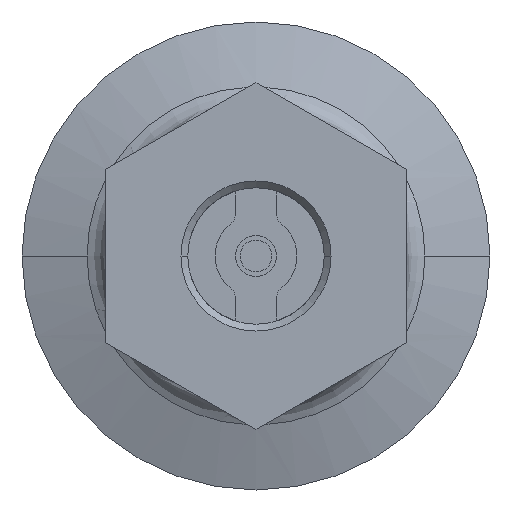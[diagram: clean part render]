
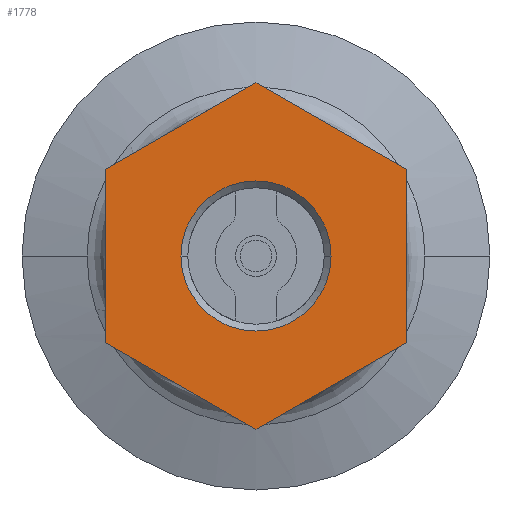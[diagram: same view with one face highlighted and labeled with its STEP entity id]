
A CAD part, left-side view. The second image highlights one B-rep face of the part: STEP entity #1778.
In plain terms, the highlighted planar face has unit normal (-1, 0, 0).
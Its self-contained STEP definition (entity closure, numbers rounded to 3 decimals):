
#97=DIRECTION('',(0.,0.,-1.));
#98=VECTOR('',#97,12.702);
#99=CARTESIAN_POINT('',(4316.756,295.496,-6.351));
#100=LINE('',#99,#98);
#149=DIRECTION('',(0.,0.866,-0.5));
#150=VECTOR('',#149,12.702);
#151=CARTESIAN_POINT('',(4316.756,306.496,0.));
#152=LINE('',#151,#150);
#153=DIRECTION('',(0.,0.866,0.5));
#154=VECTOR('',#153,12.702);
#155=CARTESIAN_POINT('',(4316.756,295.496,-6.351));
#156=LINE('',#155,#154);
#157=DIRECTION('',(0.,-0.866,0.5));
#158=VECTOR('',#157,12.702);
#159=CARTESIAN_POINT('',(4316.756,306.496,-25.403));
#160=LINE('',#159,#158);
#161=DIRECTION('',(0.,-0.866,-0.5));
#162=VECTOR('',#161,12.702);
#163=CARTESIAN_POINT('',(4316.756,317.496,-19.053));
#164=LINE('',#163,#162);
#165=CARTESIAN_POINT('',(4316.756,306.496,-12.702));
#166=DIRECTION('',(1.,0.,0.));
#167=DIRECTION('',(0.,1.,0.));
#168=AXIS2_PLACEMENT_3D('',#165,#166,#167);
#170=CARTESIAN_POINT('',(4316.756,306.496,-12.702));
#171=DIRECTION('',(1.,0.,0.));
#172=DIRECTION('',(0.,-1.,0.));
#173=AXIS2_PLACEMENT_3D('',#170,#171,#172);
#193=DIRECTION('',(0.,0.,1.));
#194=VECTOR('',#193,12.702);
#195=CARTESIAN_POINT('',(4316.756,317.496,-19.053));
#196=LINE('',#195,#194);
#1303=CARTESIAN_POINT('',(4316.756,295.496,-19.053));
#1305=VERTEX_POINT('',#1303);
#1309=CARTESIAN_POINT('',(4316.756,306.496,-25.403));
#1311=VERTEX_POINT('',#1309);
#1313=CARTESIAN_POINT('',(4316.756,295.496,-6.351));
#1315=VERTEX_POINT('',#1313);
#1319=CARTESIAN_POINT('',(4316.756,317.496,-19.053));
#1320=VERTEX_POINT('',#1319);
#1324=CARTESIAN_POINT('',(4316.756,306.496,
0.));
#1326=VERTEX_POINT('',#1324);
#1333=CARTESIAN_POINT('',(4316.756,317.496,-6.351));
#1334=VERTEX_POINT('',#1333);
#1417=CARTESIAN_POINT('',(4316.756,300.996,-12.702));
#1419=VERTEX_POINT('',#1417);
#1421=CARTESIAN_POINT('',(4316.756,311.996,-12.702));
#1423=VERTEX_POINT('',#1421);
#1756=CARTESIAN_POINT('',(4316.756,314.746,-12.702));
#1757=DIRECTION('',(-1.,0.,0.));
#1758=DIRECTION('',(0.,0.,1.));
#1759=AXIS2_PLACEMENT_3D('',#1756,#1757,#1758);
#1760=PLANE('',#1759);
#1762=ORIENTED_EDGE('',*,*,#1761,.T.);
#1764=ORIENTED_EDGE('',*,*,#1763,.F.);
#1765=ORIENTED_EDGE('',*,*,#1738,.F.);
#1766=ORIENTED_EDGE('',*,*,#1689,.T.);
#1768=ORIENTED_EDGE('',*,*,#1767,.F.);
#1769=ORIENTED_EDGE('',*,*,#1610,.F.);
#1770=EDGE_LOOP('',(#1762,#1764,#1765,#1766,#1768,#1769));
#1771=FACE_OUTER_BOUND('',#1770,.F.);
#1773=ORIENTED_EDGE('',*,*,#1772,.F.);
#1775=ORIENTED_EDGE('',*,*,#1774,.F.);
#1776=EDGE_LOOP('',(#1773,#1775));
#1777=FACE_BOUND('',#1776,.F.);
#169=CIRCLE('',#168,5.5);
#174=CIRCLE('',#173,5.5);
#1610=EDGE_CURVE('',#1320,#1311,#164,.T.);
#1689=EDGE_CURVE('',#1315,#1305,#100,.T.);
#1738=EDGE_CURVE('',#1315,#1326,#156,.T.);
#1761=EDGE_CURVE('',#1320,#1334,#196,.T.);
#1763=EDGE_CURVE('',#1326,#1334,#152,.T.);
#1767=EDGE_CURVE('',#1311,#1305,#160,.T.);
#1772=EDGE_CURVE('',#1423,#1419,#169,.T.);
#1774=EDGE_CURVE('',#1419,#1423,#174,.T.);
#1778=ADVANCED_FACE('',(#1771,#1777),#1760,.T.);
